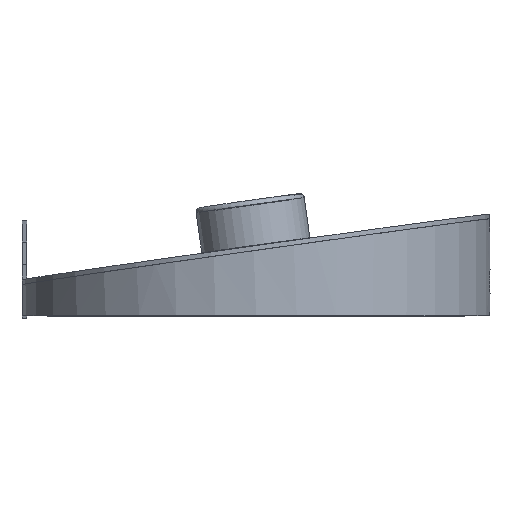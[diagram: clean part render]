
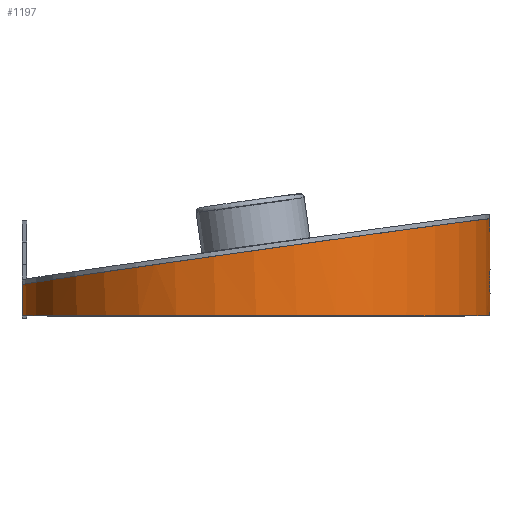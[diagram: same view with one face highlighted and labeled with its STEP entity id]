
A CAD part, top view. The second image highlights one B-rep face of the part: STEP entity #1197.
In plain terms, the highlighted cylindrical face has radius 150 mm (diameter 300 mm), a full revolution.
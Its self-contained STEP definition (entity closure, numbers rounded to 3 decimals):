
#34=ELLIPSE('',#1329,151.474,150.);
#35=ELLIPSE('',#1331,151.474,150.);
#37=ELLIPSE('',#1334,151.474,150.);
#39=ELLIPSE('',#1337,151.474,150.);
#41=ELLIPSE('',#1348,151.474,150.);
#89=B_SPLINE_CURVE_WITH_KNOTS('',3,(#2544,#2545,#2546,#2547,#2548,#2549,
#2550,#2551,#2552,#2553),.UNSPECIFIED.,.F.,.F.,(4,2,2,2,4),(3.391,
3.673,3.956,4.238,4.521),
 .UNSPECIFIED.);
#90=B_SPLINE_CURVE_WITH_KNOTS('',3,(#2555,#2556,#2557,#2558,#2559,#2560,
#2561,#2562,#2563,#2564),.UNSPECIFIED.,.F.,.F.,(4,2,2,2,4),(4.521,
4.804,5.086,5.369,5.651),
 .UNSPECIFIED.);
#91=B_SPLINE_CURVE_WITH_KNOTS('',3,(#2565,#2566,#2567,#2568,#2569,#2570,
#2571,#2572,#2573,#2574,#2575,#2576,#2577,#2578,#2579,#2580,#2581,#2582),
 .UNSPECIFIED.,.F.,.F.,(4,2,2,2,2,2,2,2,4),(1.13,1.413,
1.695,1.978,2.261,2.543,2.826,
3.108,3.391),.UNSPECIFIED.);
#123=CYLINDRICAL_SURFACE('',#1347,150.);
#134=FACE_BOUND('',#451,.T.);
#211=LINE('',#2508,#295);
#219=LINE('',#2538,#303);
#295=VECTOR('',#1643,10.);
#303=VECTOR('',#1655,10.);
#371=FACE_OUTER_BOUND('',#450,.T.);
#450=EDGE_LOOP('',(#1061,#1062,#1063,#1064,#1065,#1066,#1067,#1068));
#451=EDGE_LOOP('',(#1069,#1070,#1071));
#492=CIRCLE('',#1340,150.);
#575=VERTEX_POINT('',#2466);
#577=VERTEX_POINT('',#2470);
#578=VERTEX_POINT('',#2474);
#580=VERTEX_POINT('',#2477);
#582=VERTEX_POINT('',#2483);
#584=VERTEX_POINT('',#2492);
#586=VERTEX_POINT('',#2495);
#593=VERTEX_POINT('',#2535);
#594=VERTEX_POINT('',#2542);
#595=VERTEX_POINT('',#2543);
#596=VERTEX_POINT('',#2554);
#729=EDGE_CURVE('',#577,#575,#34,.T.);
#731=EDGE_CURVE('',#578,#580,#35,.T.);
#734=EDGE_CURVE('',#575,#582,#37,.T.);
#737=EDGE_CURVE('',#580,#577,#39,.T.);
#740=EDGE_CURVE('',#584,#586,#492,.T.);
#747=EDGE_CURVE('',#582,#584,#211,.T.);
#755=EDGE_CURVE('',#593,#586,#219,.T.);
#756=EDGE_CURVE('',#593,#578,#41,.T.);
#757=EDGE_CURVE('',#594,#595,#89,.T.);
#758=EDGE_CURVE('',#595,#596,#90,.T.);
#759=EDGE_CURVE('',#596,#594,#91,.T.);
#1061=ORIENTED_EDGE('',*,*,#740,.F.);
#1062=ORIENTED_EDGE('',*,*,#747,.F.);
#1063=ORIENTED_EDGE('',*,*,#734,.F.);
#1064=ORIENTED_EDGE('',*,*,#729,.F.);
#1065=ORIENTED_EDGE('',*,*,#737,.F.);
#1066=ORIENTED_EDGE('',*,*,#731,.F.);
#1067=ORIENTED_EDGE('',*,*,#756,.F.);
#1068=ORIENTED_EDGE('',*,*,#755,.T.);
#1069=ORIENTED_EDGE('',*,*,#757,.T.);
#1070=ORIENTED_EDGE('',*,*,#758,.T.);
#1071=ORIENTED_EDGE('',*,*,#759,.T.);
#1197=ADVANCED_FACE('',(#371,#134),#123,.T.);
#1329=AXIS2_PLACEMENT_3D('',#2472,#1604,#1605);
#1331=AXIS2_PLACEMENT_3D('',#2478,#1609,#1610);
#1334=AXIS2_PLACEMENT_3D('',#2484,#1616,#1617);
#1337=AXIS2_PLACEMENT_3D('',#2489,#1623,#1624);
#1340=AXIS2_PLACEMENT_3D('',#2496,#1630,#1631);
#1347=AXIS2_PLACEMENT_3D('',#2540,#1658,#1659);
#1348=AXIS2_PLACEMENT_3D('',#2541,#1660,#1661);
#1604=DIRECTION('center_axis',(-0.139,0.99,-0.004));
#1605=DIRECTION('ref_axis',(0.99,0.139,0.03));
#1609=DIRECTION('center_axis',(-0.139,0.99,-0.004));
#1610=DIRECTION('ref_axis',(0.99,0.139,0.03));
#1616=DIRECTION('center_axis',(-0.139,0.99,-0.004));
#1617=DIRECTION('ref_axis',(0.99,0.139,0.03));
#1623=DIRECTION('center_axis',(-0.139,0.99,-0.004));
#1624=DIRECTION('ref_axis',(0.99,0.139,0.03));
#1630=DIRECTION('center_axis',(0.,-1.,0.));
#1631=DIRECTION('ref_axis',(-1.,0.,0.));
#1643=DIRECTION('',(0.,-1.,0.));
#1655=DIRECTION('',(0.,-1.,0.));
#1658=DIRECTION('center_axis',(0.,1.,0.));
#1659=DIRECTION('ref_axis',(1.,0.,0.));
#1660=DIRECTION('center_axis',(-0.139,0.99,-0.004));
#1661=DIRECTION('ref_axis',(0.99,0.139,0.03));
#2466=CARTESIAN_POINT('',(-51.972,36.21,-140.708));
#2470=CARTESIAN_POINT('',(51.972,50.812,-140.708));
#2472=CARTESIAN_POINT('Origin',(0.,44.101,0.));
#2474=CARTESIAN_POINT('',(-51.972,37.391,140.708));
#2477=CARTESIAN_POINT('',(51.972,51.993,140.708));
#2478=CARTESIAN_POINT('Origin',(0.,44.101,0.));
#2483=CARTESIAN_POINT('',(-150.,23.03,0.));
#2484=CARTESIAN_POINT('Origin',(0.,44.101,0.));
#2489=CARTESIAN_POINT('Origin',(0.,44.101,0.));
#2492=CARTESIAN_POINT('',(-150.,3.,0.));
#2495=CARTESIAN_POINT('',(-150.,3.,0.1));
#2496=CARTESIAN_POINT('Origin',(0.,3.,0.));
#2508=CARTESIAN_POINT('',(-150.,0.,0.));
#2535=CARTESIAN_POINT('',(-150.,23.03,0.1));
#2538=CARTESIAN_POINT('',(-150.,0.,0.1));
#2540=CARTESIAN_POINT('Origin',(0.,0.,0.));
#2541=CARTESIAN_POINT('Origin',(0.,44.101,0.));
#2542=CARTESIAN_POINT('',(150.,17.5,0.));
#2543=CARTESIAN_POINT('',(149.812,25.,7.5));
#2544=CARTESIAN_POINT('Ctrl Pts',(150.,17.5,0.));
#2545=CARTESIAN_POINT('Ctrl Pts',(150.,17.5,0.942));
#2546=CARTESIAN_POINT('Ctrl Pts',(149.99,17.688,1.946));
#2547=CARTESIAN_POINT('Ctrl Pts',(149.955,18.454,3.794));
#2548=CARTESIAN_POINT('Ctrl Pts',(149.93,19.031,4.637));
#2549=CARTESIAN_POINT('Ctrl Pts',(149.883,20.363,5.969));
#2550=CARTESIAN_POINT('Ctrl Pts',(149.858,21.206,6.546));
#2551=CARTESIAN_POINT('Ctrl Pts',(149.822,23.054,7.312));
#2552=CARTESIAN_POINT('Ctrl Pts',(149.812,24.058,7.5));
#2553=CARTESIAN_POINT('Ctrl Pts',(149.812,25.,7.5));
#2554=CARTESIAN_POINT('',(150.,32.5,0.));
#2555=CARTESIAN_POINT('Ctrl Pts',(149.812,25.,7.5));
#2556=CARTESIAN_POINT('Ctrl Pts',(149.812,25.942,7.5));
#2557=CARTESIAN_POINT('Ctrl Pts',(149.822,26.946,7.312));
#2558=CARTESIAN_POINT('Ctrl Pts',(149.858,28.794,6.546));
#2559=CARTESIAN_POINT('Ctrl Pts',(149.883,29.637,5.969));
#2560=CARTESIAN_POINT('Ctrl Pts',(149.93,30.969,4.637));
#2561=CARTESIAN_POINT('Ctrl Pts',(149.955,31.546,3.794));
#2562=CARTESIAN_POINT('Ctrl Pts',(149.99,32.312,1.946));
#2563=CARTESIAN_POINT('Ctrl Pts',(150.,32.5,0.942));
#2564=CARTESIAN_POINT('Ctrl Pts',(150.,32.5,0.));
#2565=CARTESIAN_POINT('Ctrl Pts',(150.,32.5,0.));
#2566=CARTESIAN_POINT('Ctrl Pts',(150.,32.5,-0.942));
#2567=CARTESIAN_POINT('Ctrl Pts',(149.99,32.312,-1.946));
#2568=CARTESIAN_POINT('Ctrl Pts',(149.955,31.546,-3.794));
#2569=CARTESIAN_POINT('Ctrl Pts',(149.93,30.969,-4.637));
#2570=CARTESIAN_POINT('Ctrl Pts',(149.883,29.637,-5.969));
#2571=CARTESIAN_POINT('Ctrl Pts',(149.858,28.794,-6.546));
#2572=CARTESIAN_POINT('Ctrl Pts',(149.822,26.946,-7.312));
#2573=CARTESIAN_POINT('Ctrl Pts',(149.812,25.942,-7.5));
#2574=CARTESIAN_POINT('Ctrl Pts',(149.812,24.058,-7.5));
#2575=CARTESIAN_POINT('Ctrl Pts',(149.822,23.054,-7.312));
#2576=CARTESIAN_POINT('Ctrl Pts',(149.858,21.206,-6.546));
#2577=CARTESIAN_POINT('Ctrl Pts',(149.883,20.363,-5.969));
#2578=CARTESIAN_POINT('Ctrl Pts',(149.93,19.031,-4.637));
#2579=CARTESIAN_POINT('Ctrl Pts',(149.955,18.454,-3.794));
#2580=CARTESIAN_POINT('Ctrl Pts',(149.99,17.688,-1.946));
#2581=CARTESIAN_POINT('Ctrl Pts',(150.,17.5,-0.942));
#2582=CARTESIAN_POINT('Ctrl Pts',(150.,17.5,0.));
